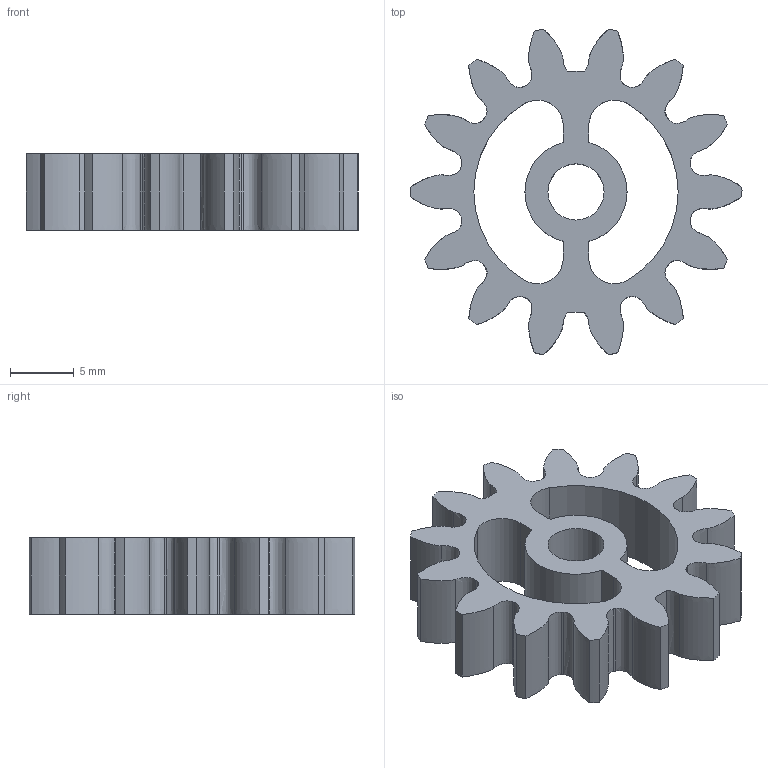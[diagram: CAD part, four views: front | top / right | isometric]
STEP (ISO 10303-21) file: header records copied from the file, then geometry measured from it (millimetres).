
FILE_DESCRIPTION(('STEP AP242'), '1');
FILE_NAME('itemGearMotorV3GearRatio2.2m1.6', '', ('UNSPECIFIED'), ('UNSPECIFIED'), 'C3D Converter', 'C3D Toolkit', '');
FILE_SCHEMA(('AP242_MANAGED_MODEL_BASED_3D_ENGINEERING_MIM_LF { 1 0 10303 442 1 1 4 }'));
Length unit declared in the file: millimetre
Bounding box: 26 x 25.51 x 6 mm (x, y, z)
Volume: 1471.7 mm3; surface area: 1871.1 mm2
Topology: 1 solids, 1 shells, 99 faces, 291 edges, 194 vertices
Faces by surface type: extrusion 56, cylinder 35, plane 8
Full cylindrical faces by diameter (mm): 4.4 x1
Entity records: 7873 total; most frequent: CARTESIAN_POINT 5344, ORIENTED_EDGE 580, DIRECTION 392, EDGE_CURVE 290, VERTEX_POINT 194, B_SPLINE_CURVE_WITH_KNOTS 168, VECTOR 164, AXIS2_PLACEMENT_3D 114
